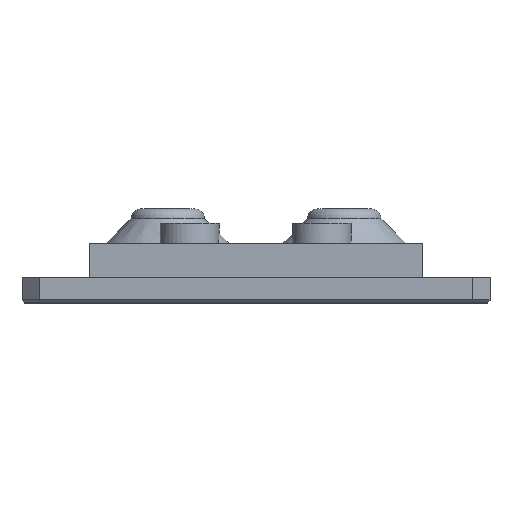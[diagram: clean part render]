
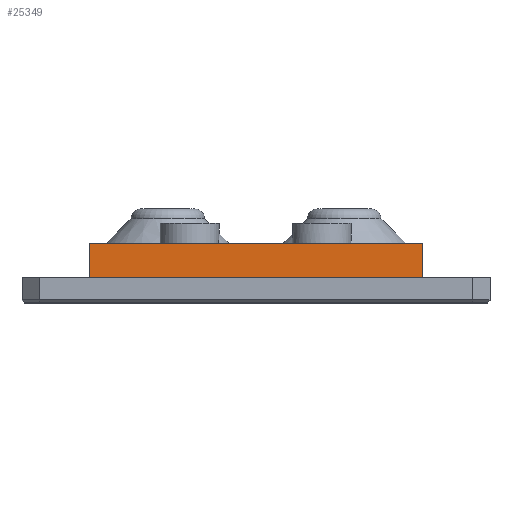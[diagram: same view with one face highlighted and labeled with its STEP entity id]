
A CAD part, top view. The second image highlights one B-rep face of the part: STEP entity #25349.
In plain terms, the highlighted planar face has unit normal (0, 0, 1).
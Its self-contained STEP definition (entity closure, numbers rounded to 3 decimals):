
#1986=PLANE('',#26606);
#3303=FACE_OUTER_BOUND('',#4797,.T.);
#4797=EDGE_LOOP('',(#23805,#23806,#23807,#23808));
#7795=LINE('',#47505,#10629);
#7827=LINE('',#47641,#10661);
#7921=LINE('',#47882,#10755);
#7933=LINE('',#47972,#10767);
#10629=VECTOR('',#31400,10.);
#10661=VECTOR('',#31498,10.);
#10755=VECTOR('',#31774,10.);
#10767=VECTOR('',#31876,10.);
#13026=VERTEX_POINT('',#47502);
#13027=VERTEX_POINT('',#47504);
#13080=VERTEX_POINT('',#47638);
#13081=VERTEX_POINT('',#47640);
#16499=EDGE_CURVE('',#13026,#13027,#7795,.T.);
#16558=EDGE_CURVE('',#13080,#13081,#7827,.T.);
#16678=EDGE_CURVE('',#13081,#13026,#7921,.T.);
#16713=EDGE_CURVE('',#13027,#13080,#7933,.T.);
#23805=ORIENTED_EDGE('',*,*,#16713,.F.);
#23806=ORIENTED_EDGE('',*,*,#16499,.F.);
#23807=ORIENTED_EDGE('',*,*,#16678,.F.);
#23808=ORIENTED_EDGE('',*,*,#16558,.F.);
#25349=ADVANCED_FACE('',(#3303),#1986,.F.);
#26606=AXIS2_PLACEMENT_3D('',#47971,#31874,#31875);
#31400=DIRECTION('',(1.,0.,0.));
#31498=DIRECTION('',(-1.,0.,0.));
#31774=DIRECTION('',(0.,1.,0.));
#31874=DIRECTION('center_axis',(0.,0.,-1.));
#31875=DIRECTION('ref_axis',(-1.,0.,0.));
#31876=DIRECTION('',(0.,-1.,0.));
#47502=CARTESIAN_POINT('',(-34.03,-52.,46.95));
#47504=CARTESIAN_POINT('',(34.03,-52.,46.95));
#47505=CARTESIAN_POINT('',(0.,-52.,46.95));
#47638=CARTESIAN_POINT('',(34.03,-59.1,46.95));
#47640=CARTESIAN_POINT('',(-34.03,-59.1,46.95));
#47641=CARTESIAN_POINT('',(-34.03,-59.1,46.95));
#47882=CARTESIAN_POINT('',(-34.03,-53.775,46.95));
#47971=CARTESIAN_POINT('Origin',(0.,-55.55,
46.95));
#47972=CARTESIAN_POINT('',(34.03,-53.775,46.95));
